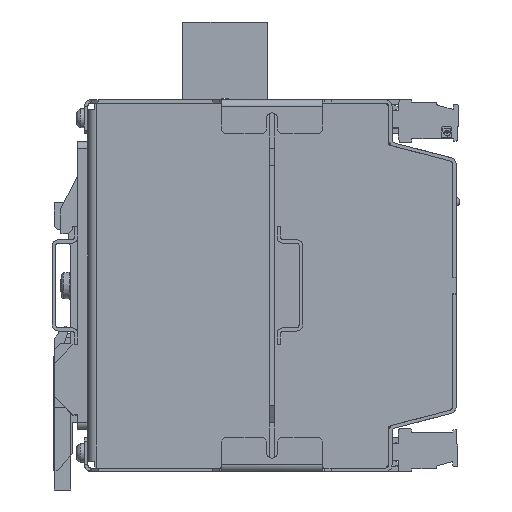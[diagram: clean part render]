
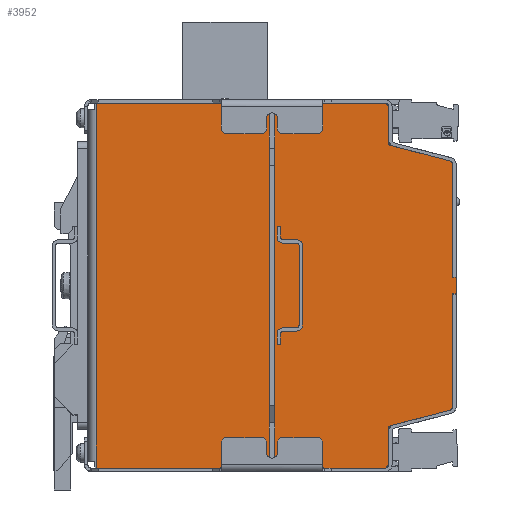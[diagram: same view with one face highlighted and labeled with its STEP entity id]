
A CAD part, left-side view. The second image highlights one B-rep face of the part: STEP entity #3952.
In plain terms, the highlighted planar face has unit normal (-1, 0, 0).
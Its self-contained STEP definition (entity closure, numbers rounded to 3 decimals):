
#3952 = ADVANCED_FACE( '', ( #9901 ), #9902, .T. );
#9901 = FACE_OUTER_BOUND( '', #20367, .T. );
#9902 = PLANE( '', #20368 );
#20367 = EDGE_LOOP( '', ( #31887, #31888, #31889, #31890, #31891, #31892, #31893, #31894, #31895, #31896, #31897, #31898, #31899, #31900, #31901, #31902 ) );
#20368 = AXIS2_PLACEMENT_3D( '', #31903, #31904, #31905 );
#31887 = ORIENTED_EDGE( '', *, *, #52908, .T. );
#31888 = ORIENTED_EDGE( '', *, *, #52909, .T. );
#31889 = ORIENTED_EDGE( '', *, *, #52910, .T. );
#31890 = ORIENTED_EDGE( '', *, *, #52911, .T. );
#31891 = ORIENTED_EDGE( '', *, *, #52912, .T. );
#31892 = ORIENTED_EDGE( '', *, *, #52913, .T. );
#31893 = ORIENTED_EDGE( '', *, *, #52905, .F. );
#31894 = ORIENTED_EDGE( '', *, *, #52846, .F. );
#31895 = ORIENTED_EDGE( '', *, *, #52914, .T. );
#31896 = ORIENTED_EDGE( '', *, *, #52915, .T. );
#31897 = ORIENTED_EDGE( '', *, *, #52916, .T. );
#31898 = ORIENTED_EDGE( '', *, *, #52917, .T. );
#31899 = ORIENTED_EDGE( '', *, *, #52918, .T. );
#31900 = ORIENTED_EDGE( '', *, *, #52919, .T. );
#31901 = ORIENTED_EDGE( '', *, *, #52920, .T. );
#31902 = ORIENTED_EDGE( '', *, *, #52921, .T. );
#31903 = CARTESIAN_POINT( '', ( -17.5, 54.5, -54. ) );
#31904 = DIRECTION( '', ( -1., 0., 0. ) );
#31905 = DIRECTION( '', ( 0., 0., 1. ) );
#52846 = EDGE_CURVE( '', #61948, #61950, #61951, .T. );
#52905 = EDGE_CURVE( '', #61950, #62059, #62060, .T. );
#52908 = EDGE_CURVE( '', #62064, #62065, #62066, .T. );
#52909 = EDGE_CURVE( '', #62065, #62067, #62068, .T. );
#52910 = EDGE_CURVE( '', #62067, #62069, #62070, .T. );
#52911 = EDGE_CURVE( '', #62069, #62071, #62072, .T. );
#52912 = EDGE_CURVE( '', #62071, #62073, #62074, .T. );
#52913 = EDGE_CURVE( '', #62073, #62059, #62075, .T. );
#52914 = EDGE_CURVE( '', #61948, #62076, #62077, .T. );
#52915 = EDGE_CURVE( '', #62076, #62078, #62079, .T. );
#52916 = EDGE_CURVE( '', #62078, #62080, #62081, .T. );
#52917 = EDGE_CURVE( '', #62080, #62082, #62083, .T. );
#52918 = EDGE_CURVE( '', #62082, #62084, #62085, .T. );
#52919 = EDGE_CURVE( '', #62084, #62086, #62087, .T. );
#52920 = EDGE_CURVE( '', #62086, #62088, #62089, .T. );
#52921 = EDGE_CURVE( '', #62088, #62064, #62090, .T. );
#61948 = VERTEX_POINT( '', #75631 );
#61950 = VERTEX_POINT( '', #75633 );
#61951 = LINE( '', #75634, #75635 );
#62059 = VERTEX_POINT( '', #75784 );
#62060 = LINE( '', #75785, #75786 );
#62064 = VERTEX_POINT( '', #75792 );
#62065 = VERTEX_POINT( '', #75793 );
#62066 = LINE( '', #75794, #75795 );
#62067 = VERTEX_POINT( '', #75796 );
#62068 = LINE( '', #75797, #75798 );
#62069 = VERTEX_POINT( '', #75799 );
#62070 = LINE( '', #75800, #75801 );
#62071 = VERTEX_POINT( '', #75802 );
#62072 = LINE( '', #75803, #75804 );
#62073 = VERTEX_POINT( '', #75805 );
#62074 = LINE( '', #75806, #75807 );
#62075 = LINE( '', #75808, #75809 );
#62076 = VERTEX_POINT( '', #75810 );
#62077 = LINE( '', #75811, #75812 );
#62078 = VERTEX_POINT( '', #75813 );
#62079 = LINE( '', #75814, #75815 );
#62080 = VERTEX_POINT( '', #75816 );
#62081 = LINE( '', #75817, #75818 );
#62082 = VERTEX_POINT( '', #75819 );
#62083 = LINE( '', #75820, #75821 );
#62084 = VERTEX_POINT( '', #75822 );
#62085 = LINE( '', #75823, #75824 );
#62086 = VERTEX_POINT( '', #75825 );
#62087 = LINE( '', #75826, #75827 );
#62088 = VERTEX_POINT( '', #75828 );
#62089 = LINE( '', #75829, #75830 );
#62090 = LINE( '', #75831, #75832 );
#75631 = CARTESIAN_POINT( '', ( -17.5, 52., -54. ) );
#75633 = CARTESIAN_POINT( '', ( -17.5, 52., 54. ) );
#75634 = CARTESIAN_POINT( '', ( -17.5, 52., -54. ) );
#75635 = VECTOR( '', #93397, 1000. );
#75784 = CARTESIAN_POINT( '', ( -17.5, -33.5, 54. ) );
#75785 = CARTESIAN_POINT( '', ( -17.5, 54.5, 54. ) );
#75786 = VECTOR( '', #93490, 1000. );
#75792 = CARTESIAN_POINT( '', ( -17.5, -54.5, 2.4 ) );
#75793 = CARTESIAN_POINT( '', ( -17.5, -53.5, 2.4 ) );
#75794 = CARTESIAN_POINT( '', ( -17.5, 54.5, 2.4 ) );
#75795 = VECTOR( '', #93493, 1000. );
#75796 = CARTESIAN_POINT( '', ( -17.5, -53.5, 35.64 ) );
#75797 = CARTESIAN_POINT( '', ( -17.5, -53.5, -54. ) );
#75798 = VECTOR( '', #93494, 1000. );
#75799 = CARTESIAN_POINT( '', ( -17.5, -52.536, 36.908 ) );
#75800 = CARTESIAN_POINT( '', ( -17.5, -57.138, 30.854 ) );
#75801 = VECTOR( '', #93495, 1000. );
#75802 = CARTESIAN_POINT( '', ( -17.5, -34.5, 41.64 ) );
#75803 = CARTESIAN_POINT( '', ( -17.5, 25.29, 57.327 ) );
#75804 = VECTOR( '', #93496, 1000. );
#75805 = CARTESIAN_POINT( '', ( -17.5, -34.5, 53. ) );
#75806 = CARTESIAN_POINT( '', ( -17.5, -34.5, -54. ) );
#75807 = VECTOR( '', #93497, 1000. );
#75808 = CARTESIAN_POINT( '', ( -17.5, -43.5, 44. ) );
#75809 = VECTOR( '', #93498, 1000. );
#75810 = CARTESIAN_POINT( '', ( -17.5, -33.5, -54. ) );
#75811 = CARTESIAN_POINT( '', ( -17.5, 54.5, -54. ) );
#75812 = VECTOR( '', #93499, 1000. );
#75813 = CARTESIAN_POINT( '', ( -17.5, -34.5, -53. ) );
#75814 = CARTESIAN_POINT( '', ( -17.5, 10.5, -98. ) );
#75815 = VECTOR( '', #93500, 1000. );
#75816 = CARTESIAN_POINT( '', ( -17.5, -34.5, -41.64 ) );
#75817 = CARTESIAN_POINT( '', ( -17.5, -34.5, -54. ) );
#75818 = VECTOR( '', #93501, 1000. );
#75819 = CARTESIAN_POINT( '', ( -17.5, -52.536, -36.908 ) );
#75820 = CARTESIAN_POINT( '', ( -17.5, 51.802, -64.284 ) );
#75821 = VECTOR( '', #93502, 1000. );
#75822 = CARTESIAN_POINT( '', ( -17.5, -53.5, -35.64 ) );
#75823 = CARTESIAN_POINT( '', ( -17.5, -5.108, -99.307 ) );
#75824 = VECTOR( '', #93503, 1000. );
#75825 = CARTESIAN_POINT( '', ( -17.5, -53.5, -2.4 ) );
#75826 = CARTESIAN_POINT( '', ( -17.5, -53.5, -54. ) );
#75827 = VECTOR( '', #93504, 1000. );
#75828 = CARTESIAN_POINT( '', ( -17.5, -54.5, -2.4 ) );
#75829 = CARTESIAN_POINT( '', ( -17.5, 54.5, -2.4 ) );
#75830 = VECTOR( '', #93505, 1000. );
#75831 = CARTESIAN_POINT( '', ( -17.5, -54.5, -54. ) );
#75832 = VECTOR( '', #93506, 1000. );
#93397 = DIRECTION( '', ( 0., 0., 1. ) );
#93490 = DIRECTION( '', ( 0., -1., 0. ) );
#93493 = DIRECTION( '', ( 0., 1., 0. ) );
#93494 = DIRECTION( '', ( 0., 0., 1. ) );
#93495 = DIRECTION( '', ( 0., 0.605, 0.796 ) );
#93496 = DIRECTION( '', ( 0., 0.967, 0.254 ) );
#93497 = DIRECTION( '', ( 0., 0., 1. ) );
#93498 = DIRECTION( '', ( 0., 0.707, 0.707 ) );
#93499 = DIRECTION( '', ( 0., -1., 0. ) );
#93500 = DIRECTION( '', ( 0., -0.707, 0.707 ) );
#93501 = DIRECTION( '', ( 0., 0., 1. ) );
#93502 = DIRECTION( '', ( 0., -0.967, 0.254 ) );
#93503 = DIRECTION( '', ( 0., -0.605, 0.796 ) );
#93504 = DIRECTION( '', ( 0., 0., 1. ) );
#93505 = DIRECTION( '', ( 0., -1., 0. ) );
#93506 = DIRECTION( '', ( 0., 0., 1. ) );
